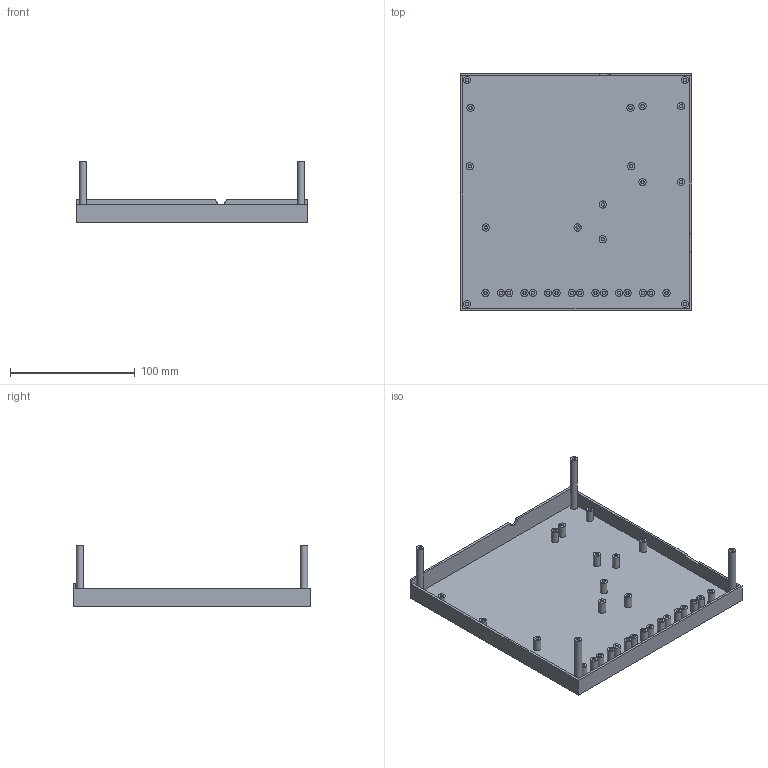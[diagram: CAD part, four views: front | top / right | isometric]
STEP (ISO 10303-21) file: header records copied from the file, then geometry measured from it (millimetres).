
FILE_DESCRIPTION(/* description */ (''),/* implementation_level */ '2;1');
FILE_NAME(/* name */ 'Relay Controller v69 Bottom.step',/* time_stamp */ '2024-07-18T23:27:18-07:00',/* author */ (''),/* organization */ (''),/* preprocessor_version */ 'ST-DEVELOPER v20',/* originating_system */ 'Autodesk Translation Framework v13.14.0.145',/* authorisation */ '');
FILE_SCHEMA (('AUTOMOTIVE_DESIGN { 1 0 10303 214 3 1 1 }'));
Length unit declared in the file: millimetre
Products named in the file (1): Relay Controller
Bounding box: 186 x 191 x 49.5 mm (x, y, z)
Volume: 101062 mm3; surface area: 105082.5 mm2
Topology: 1 solids, 1 shells, 146 faces, 240 edges, 160 vertices
Faces by surface type: plane 81, cylinder 65
Full cylindrical faces by diameter (mm): 2.6 x32, 5.8 x32
Entity records: 3467 total; most frequent: DIRECTION 664, CARTESIAN_POINT 547, ORIENTED_EDGE 480, AXIS2_PLACEMENT_3D 277, EDGE_CURVE 240, EDGE_LOOP 210, VERTEX_POINT 160, FACE_OUTER_BOUND 146
